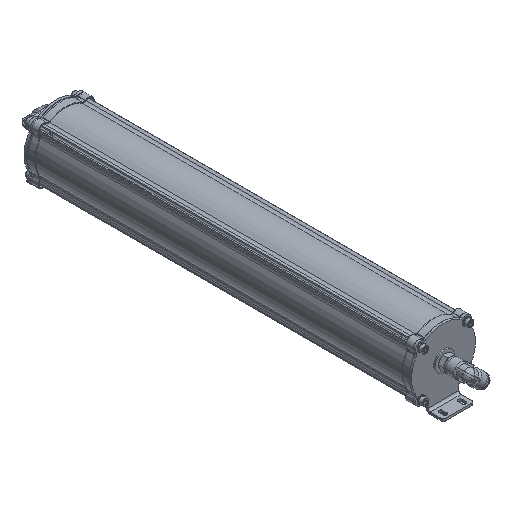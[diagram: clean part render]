
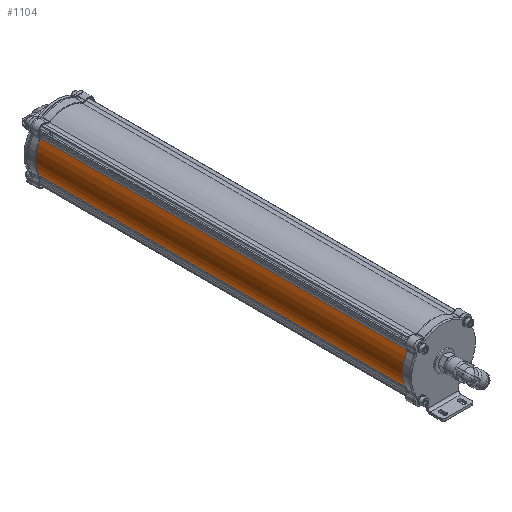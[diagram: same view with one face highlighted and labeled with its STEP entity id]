
A CAD part, isometric view. The second image highlights one B-rep face of the part: STEP entity #1104.
In plain terms, the highlighted cylindrical face has radius 39.75 mm (diameter 79.5 mm), a partial arc.
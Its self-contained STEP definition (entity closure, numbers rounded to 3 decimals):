
#1075 = EDGE_CURVE('',#1076,#1078,#1080,.T.);
#1076 = VERTEX_POINT('',#1077);
#1077 = CARTESIAN_POINT('',(-33.458,249.,21.462));
#1078 = VERTEX_POINT('',#1079);
#1079 = CARTESIAN_POINT('',(-33.458,-249.,21.462));
#1080 = LINE('',#1081,#1082);
#1081 = CARTESIAN_POINT('',(-33.458,249.,21.462));
#1082 = VECTOR('',#1083,1.);
#1083 = DIRECTION('',(0.,-1.,0.));
#1104 = ADVANCED_FACE('',(#1105),#1132,.T.);
#1105 = FACE_BOUND('',#1106,.F.);
#1106 = EDGE_LOOP('',(#1107,#1108,#1117,#1125));
#1107 = ORIENTED_EDGE('',*,*,#1075,.T.);
#1108 = ORIENTED_EDGE('',*,*,#1109,.T.);
#1109 = EDGE_CURVE('',#1078,#1110,#1112,.T.);
#1110 = VERTEX_POINT('',#1111);
#1111 = CARTESIAN_POINT('',(-33.458,-249.,-21.462));
#1112 = CIRCLE('',#1113,39.75);
#1113 = AXIS2_PLACEMENT_3D('',#1114,#1115,#1116);
#1114 = CARTESIAN_POINT('',(0.,-249.,0.));
#1115 = DIRECTION('',(0.,-1.,0.));
#1116 = DIRECTION('',(1.,0.,0.));
#1117 = ORIENTED_EDGE('',*,*,#1118,.F.);
#1118 = EDGE_CURVE('',#1119,#1110,#1121,.T.);
#1119 = VERTEX_POINT('',#1120);
#1120 = CARTESIAN_POINT('',(-33.458,249.,-21.462));
#1121 = LINE('',#1122,#1123);
#1122 = CARTESIAN_POINT('',(-33.458,249.,-21.462));
#1123 = VECTOR('',#1124,1.);
#1124 = DIRECTION('',(0.,-1.,0.));
#1125 = ORIENTED_EDGE('',*,*,#1126,.F.);
#1126 = EDGE_CURVE('',#1076,#1119,#1127,.T.);
#1127 = CIRCLE('',#1128,39.75);
#1128 = AXIS2_PLACEMENT_3D('',#1129,#1130,#1131);
#1129 = CARTESIAN_POINT('',(0.,249.,0.));
#1130 = DIRECTION('',(0.,-1.,0.));
#1131 = DIRECTION('',(1.,0.,0.));
#1132 = CYLINDRICAL_SURFACE('',#1133,39.75);
#1133 = AXIS2_PLACEMENT_3D('',#1134,#1135,#1136);
#1134 = CARTESIAN_POINT('',(0.,249.,0.));
#1135 = DIRECTION('',(-0.,1.,0.));
#1136 = DIRECTION('',(1.,0.,0.));
